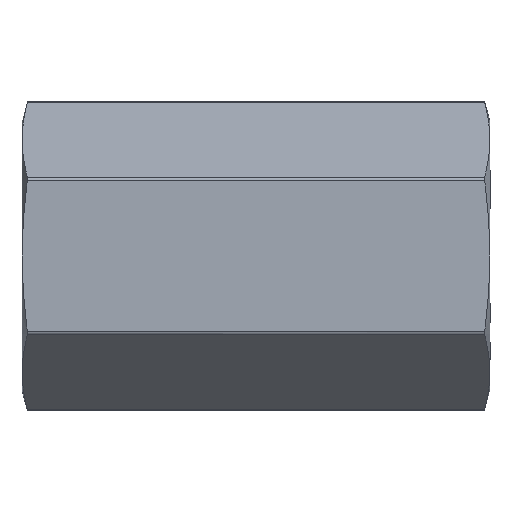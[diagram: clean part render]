
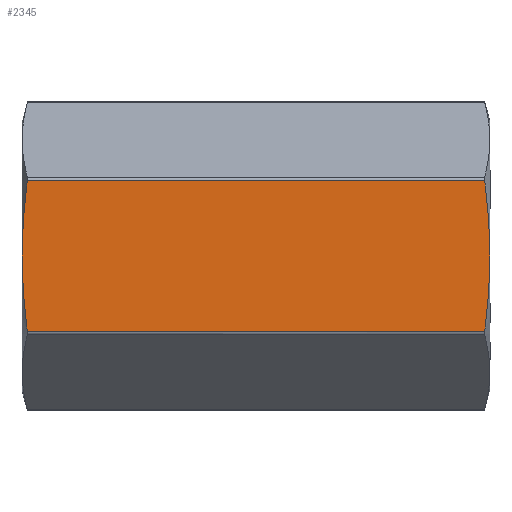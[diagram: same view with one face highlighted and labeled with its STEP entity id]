
A CAD part, front view. The second image highlights one B-rep face of the part: STEP entity #2345.
In plain terms, the highlighted free-form (B-spline) face has degree [1, 1] with [2, 2] control points.
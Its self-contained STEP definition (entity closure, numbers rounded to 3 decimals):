
#1914 = VERTEX_POINT('',#1915);
#1915 = CARTESIAN_POINT('',(-30.538,-17.531,
    0.));
#1921 = EDGE_CURVE('',#1914,#1922,#1924,.T.);
#1922 = VERTEX_POINT('',#1923);
#1923 = CARTESIAN_POINT('',(-29.855,-17.531,
    9.795));
#1924 = B_SPLINE_CURVE_WITH_KNOTS('',3,(#1925,#1926,#1927,#1928,#1929,
    #1930,#1931,#1932,#1933,#1934,#1935,#1936,#1937,#1938,#1939,#1940,
    #1941,#1942,#1943),.UNSPECIFIED.,.F.,.F.,(4,2,2,2,2,2,1,2,2,4),(0.,
    0.125,0.188,0.25,0.375,0.438,0.469,0.484,0.5,1.),
  .UNSPECIFIED.);
#1925 = CARTESIAN_POINT('',(-30.538,-17.531,
    0.));
#1926 = CARTESIAN_POINT('',(-30.538,-17.531,
    0.409));
#1927 = CARTESIAN_POINT('',(-30.535,-17.531,0.817)
  );
#1928 = CARTESIAN_POINT('',(-30.523,-17.531,1.429
    ));
#1929 = CARTESIAN_POINT('',(-30.518,-17.531,
    1.633));
#1930 = CARTESIAN_POINT('',(-30.507,-17.531,
    2.042));
#1931 = CARTESIAN_POINT('',(-30.5,-17.531,
    2.249));
#1932 = CARTESIAN_POINT('',(-30.477,-17.531,
    2.86));
#1933 = CARTESIAN_POINT('',(-30.459,-17.531,
    3.267));
#1934 = CARTESIAN_POINT('',(-30.425,-17.531,
    3.878));
#1935 = CARTESIAN_POINT('',(-30.413,-17.531,
    4.083));
#1936 = CARTESIAN_POINT('',(-30.393,-17.531,
    4.39));
#1937 = CARTESIAN_POINT('',(-30.383,-17.531,
    4.543));
#1938 = CARTESIAN_POINT('',(-30.373,-17.531,
    4.697));
#1939 = CARTESIAN_POINT('',(-30.365,-17.531,
    4.8));
#1940 = CARTESIAN_POINT('',(-30.362,-17.531,
    4.853));
#1941 = CARTESIAN_POINT('',(-30.242,-17.531,
    6.504));
#1942 = CARTESIAN_POINT('',(-30.075,-17.531,
    8.112));
#1943 = CARTESIAN_POINT('',(-29.855,-17.531,
    9.795));
#2019 = VERTEX_POINT('',#2020);
#2020 = CARTESIAN_POINT('',(-29.855,-17.531,
    -9.795));
#2029 = EDGE_CURVE('',#2019,#1914,#2030,.T.);
#2030 = B_SPLINE_CURVE_WITH_KNOTS('',3,(#2031,#2032,#2033,#2034,#2035,
    #2036,#2037,#2038,#2039,#2040,#2041,#2042,#2043,#2044,#2045,#2046,
    #2047,#2048,#2049,#2050),.UNSPECIFIED.,.F.,.F.,(4,2,2,1,1,2,2,2,2,2,
    4),(0.,0.25,0.375,0.438,0.469,0.484,0.5,0.625,0.688,0.75,1.),
  .UNSPECIFIED.);
#2031 = CARTESIAN_POINT('',(-29.855,-17.531,
    -9.795));
#2032 = CARTESIAN_POINT('',(-29.965,-17.531,
    -8.953));
#2033 = CARTESIAN_POINT('',(-30.062,-17.531,
    -8.128));
#2034 = CARTESIAN_POINT('',(-30.188,-17.531,
    -6.908));
#2035 = CARTESIAN_POINT('',(-30.227,-17.531,
    -6.504));
#2036 = CARTESIAN_POINT('',(-30.28,-17.531,
    -5.9));
#2037 = CARTESIAN_POINT('',(-30.305,-17.531,
    -5.598));
#2038 = CARTESIAN_POINT('',(-30.333,-17.531,
    -5.247));
#2039 = CARTESIAN_POINT('',(-30.344,-17.531,
    -5.096));
#2040 = CARTESIAN_POINT('',(-30.351,-17.531,
    -4.996));
#2041 = CARTESIAN_POINT('',(-30.355,-17.531,
    -4.947));
#2042 = CARTESIAN_POINT('',(-30.388,-17.531,
    -4.484));
#2043 = CARTESIAN_POINT('',(-30.414,-17.531,
    -4.076));
#2044 = CARTESIAN_POINT('',(-30.448,-17.531,
    -3.464));
#2045 = CARTESIAN_POINT('',(-30.458,-17.531,
    -3.261));
#2046 = CARTESIAN_POINT('',(-30.477,-17.531,
    -2.854));
#2047 = CARTESIAN_POINT('',(-30.485,-17.531,
    -2.651));
#2048 = CARTESIAN_POINT('',(-30.523,-17.531,
    -1.627));
#2049 = CARTESIAN_POINT('',(-30.538,-17.531,
    -0.817));
#2050 = CARTESIAN_POINT('',(-30.538,-17.531,
    0.));
#2244 = EDGE_CURVE('',#2245,#1922,#2247,.T.);
#2245 = VERTEX_POINT('',#2246);
#2246 = CARTESIAN_POINT('',(29.855,-17.531,
    9.795));
#2247 = B_SPLINE_CURVE_WITH_KNOTS('',1,(#2248,#2249),.UNSPECIFIED.,.F.,
  .F.,(2,2),(27.604,80.396),.PIECEWISE_BEZIER_KNOTS.);
#2248 = CARTESIAN_POINT('',(29.855,-17.531,
    9.795));
#2249 = CARTESIAN_POINT('',(-29.855,-17.531,
    9.795));
#2345 = ADVANCED_FACE('',(#2346),#2405,.F.);
#2346 = FACE_BOUND('',#2347,.T.);
#2347 = EDGE_LOOP('',(#2348,#2355,#2379,#2402,#2403,#2404));
#2348 = ORIENTED_EDGE('',*,*,#2349,.F.);
#2349 = EDGE_CURVE('',#2350,#2019,#2352,.T.);
#2350 = VERTEX_POINT('',#2351);
#2351 = CARTESIAN_POINT('',(29.855,-17.531,
    -9.795));
#2352 = B_SPLINE_CURVE_WITH_KNOTS('',1,(#2353,#2354),.UNSPECIFIED.,.F.,
  .F.,(2,2),(27.604,80.396),.PIECEWISE_BEZIER_KNOTS.);
#2353 = CARTESIAN_POINT('',(29.855,-17.531,
    -9.795));
#2354 = CARTESIAN_POINT('',(-29.855,-17.531,
    -9.795));
#2355 = ORIENTED_EDGE('',*,*,#2356,.F.);
#2356 = EDGE_CURVE('',#2357,#2350,#2359,.T.);
#2357 = VERTEX_POINT('',#2358);
#2358 = CARTESIAN_POINT('',(30.538,-17.531,0.));
#2359 = B_SPLINE_CURVE_WITH_KNOTS('',3,(#2360,#2361,#2362,#2363,#2364,
    #2365,#2366,#2367,#2368,#2369,#2370,#2371,#2372,#2373,#2374,#2375,
    #2376,#2377,#2378),.UNSPECIFIED.,.F.,.F.,(4,2,2,2,2,2,1,2,2,4),(0.,
    0.125,0.188,0.25,0.375,0.438,0.469,0.484,0.5,1.),
  .UNSPECIFIED.);
#2360 = CARTESIAN_POINT('',(30.538,-17.531,0.));
#2361 = CARTESIAN_POINT('',(30.538,-17.531,
    -0.408));
#2362 = CARTESIAN_POINT('',(30.535,-17.531,
    -0.815));
#2363 = CARTESIAN_POINT('',(30.523,-17.531,
    -1.426));
#2364 = CARTESIAN_POINT('',(30.518,-17.531,
    -1.629));
#2365 = CARTESIAN_POINT('',(30.507,-17.531,
    -2.037));
#2366 = CARTESIAN_POINT('',(30.5,-17.531,
    -2.243));
#2367 = CARTESIAN_POINT('',(30.478,-17.531,
    -2.854));
#2368 = CARTESIAN_POINT('',(30.459,-17.531,
    -3.26));
#2369 = CARTESIAN_POINT('',(30.425,-17.531,
    -3.872));
#2370 = CARTESIAN_POINT('',(30.413,-17.531,
    -4.076));
#2371 = CARTESIAN_POINT('',(30.394,-17.531,
    -4.383));
#2372 = CARTESIAN_POINT('',(30.384,-17.531,
    -4.536));
#2373 = CARTESIAN_POINT('',(30.373,-17.531,
    -4.69));
#2374 = CARTESIAN_POINT('',(30.366,-17.531,
    -4.793));
#2375 = CARTESIAN_POINT('',(30.362,-17.531,
    -4.846));
#2376 = CARTESIAN_POINT('',(30.243,-17.531,
    -6.5));
#2377 = CARTESIAN_POINT('',(30.075,-17.531,
    -8.11));
#2378 = CARTESIAN_POINT('',(29.855,-17.531,
    -9.795));
#2379 = ORIENTED_EDGE('',*,*,#2380,.F.);
#2380 = EDGE_CURVE('',#2245,#2357,#2381,.T.);
#2381 = B_SPLINE_CURVE_WITH_KNOTS('',3,(#2382,#2383,#2384,#2385,#2386,
    #2387,#2388,#2389,#2390,#2391,#2392,#2393,#2394,#2395,#2396,#2397,
    #2398,#2399,#2400,#2401),.UNSPECIFIED.,.F.,.F.,(4,2,2,1,1,2,2,2,2,2,
    4),(0.,0.25,0.375,0.438,0.469,0.484,0.5,0.625,0.688,0.75,1.),
  .UNSPECIFIED.);
#2382 = CARTESIAN_POINT('',(29.855,-17.531,
    9.795));
#2383 = CARTESIAN_POINT('',(29.965,-17.531,
    8.954));
#2384 = CARTESIAN_POINT('',(30.062,-17.531,8.131)
  );
#2385 = CARTESIAN_POINT('',(30.188,-17.531,
    6.912));
#2386 = CARTESIAN_POINT('',(30.226,-17.531,
    6.508));
#2387 = CARTESIAN_POINT('',(30.279,-17.531,5.905
    ));
#2388 = CARTESIAN_POINT('',(30.305,-17.531,
    5.604));
#2389 = CARTESIAN_POINT('',(30.332,-17.531,
    5.253));
#2390 = CARTESIAN_POINT('',(30.343,-17.531,
    5.103));
#2391 = CARTESIAN_POINT('',(30.351,-17.531,
    5.003));
#2392 = CARTESIAN_POINT('',(30.354,-17.531,
    4.954));
#2393 = CARTESIAN_POINT('',(30.388,-17.531,
    4.491));
#2394 = CARTESIAN_POINT('',(30.414,-17.531,
    4.082));
#2395 = CARTESIAN_POINT('',(30.447,-17.531,
    3.471));
#2396 = CARTESIAN_POINT('',(30.458,-17.531,
    3.267));
#2397 = CARTESIAN_POINT('',(30.477,-17.531,2.86
    ));
#2398 = CARTESIAN_POINT('',(30.485,-17.531,
    2.658));
#2399 = CARTESIAN_POINT('',(30.523,-17.531,
    1.631));
#2400 = CARTESIAN_POINT('',(30.538,-17.531,
    0.819));
#2401 = CARTESIAN_POINT('',(30.538,-17.531,0.));
#2402 = ORIENTED_EDGE('',*,*,#2244,.T.);
#2403 = ORIENTED_EDGE('',*,*,#1921,.F.);
#2404 = ORIENTED_EDGE('',*,*,#2029,.F.);
#2405 = B_SPLINE_SURFACE_WITH_KNOTS('',1,1,(
    (#2406,#2407)
    ,(#2408,#2409
    )),.UNSPECIFIED.,.F.,.F.,.F.,(2,2),(2,2),(-17.321,
    0.),(-81.,-27.),.PIECEWISE_BEZIER_KNOTS.);
#2406 = CARTESIAN_POINT('',(-30.538,-17.531,
    -9.795));
#2407 = CARTESIAN_POINT('',(30.538,-17.531,
    -9.795));
#2408 = CARTESIAN_POINT('',(-30.538,-17.531,
    9.795));
#2409 = CARTESIAN_POINT('',(30.538,-17.531,
    9.795));
